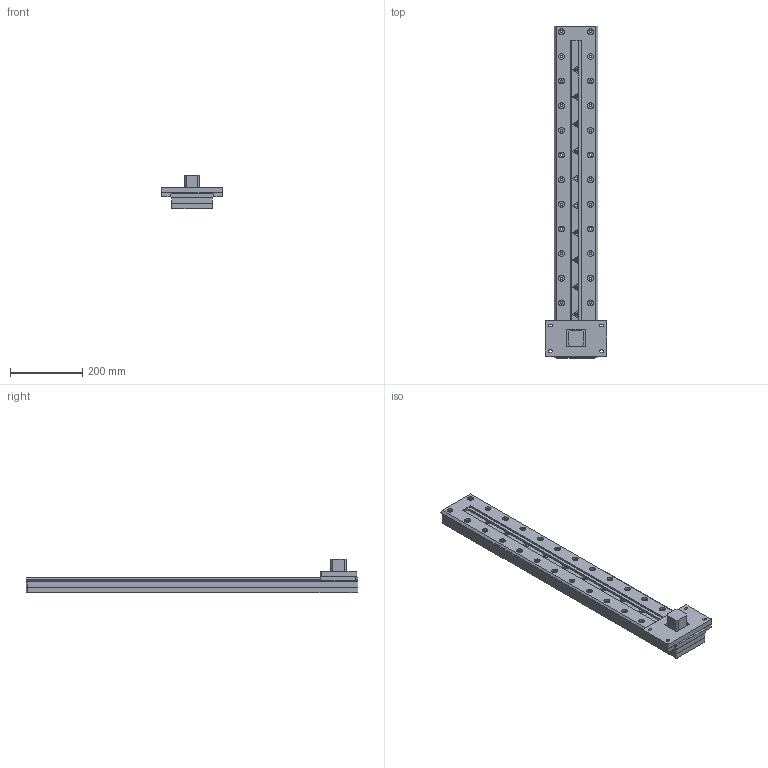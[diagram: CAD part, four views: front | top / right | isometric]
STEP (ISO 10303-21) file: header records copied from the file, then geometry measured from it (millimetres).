
FILE_DESCRIPTION(/* description */ (''),/* implementation_level */ '2;1');
FILE_NAME(/* name */ '800MMA~1',/* time_stamp */ '2016-08-09T20:14:40+08:00',/* author */ (''),/* organization */ (''),/* preprocessor_version */ 'ST-DEVELOPER v15',/* originating_system */ '',/* authorisation */ '');
FILE_SCHEMA (('AUTOMOTIVE_DESIGN'));
Length unit declared in the file: millimetre
Products named in the file (1): Document
Bounding box: 169.3 x 916 x 92.5 mm (x, y, z)
Volume: 4405581.9 mm3; surface area: 830596.5 mm2
Topology: 7 solids, 7 shells, 435 faces, 1170 edges, 780 vertices
Faces by surface type: bspline 306, plane 129
Entity records: 25866 total; most frequent: CARTESIAN_POINT 18981, ORIENTED_EDGE 2338, EDGE_CURVE 1169, VERTEX_POINT 778, EDGE_LOOP 719, ADVANCED_FACE 435, FACE_OUTER_BOUND 435, FACE_BOUND 284
